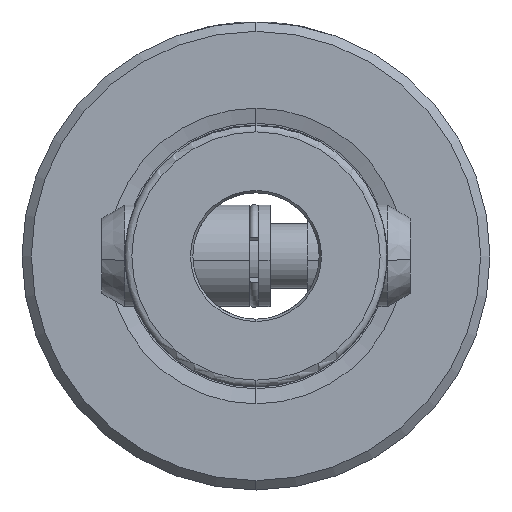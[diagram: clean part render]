
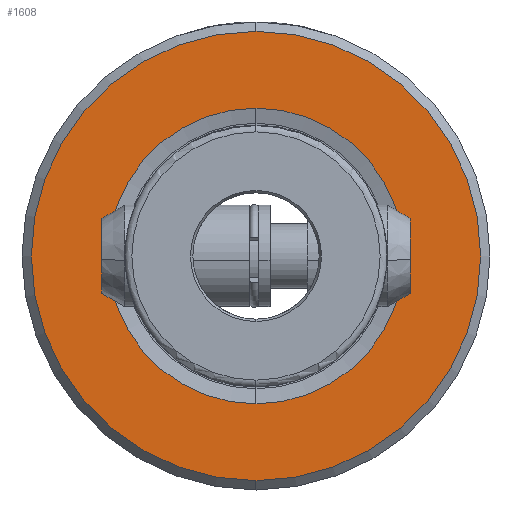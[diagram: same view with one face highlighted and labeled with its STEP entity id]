
A CAD part, left-side view. The second image highlights one B-rep face of the part: STEP entity #1608.
In plain terms, the highlighted face is planar.
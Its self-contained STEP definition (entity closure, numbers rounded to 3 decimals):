
#150 = CARTESIAN_POINT ( 'NONE',  ( 24., 0., 60. ) ) ;
#153 = CARTESIAN_POINT ( 'NONE',  ( 0., 0., 60. ) ) ;
#215 = CARTESIAN_POINT ( 'NONE',  ( 0., 0., 60. ) ) ;
#340 = DIRECTION ( 'NONE',  ( 0., 0., 1. ) ) ;
#493 = CARTESIAN_POINT ( 'NONE',  ( -24., 0., 60. ) ) ;
#524 = DIRECTION ( 'NONE',  ( 0., 0., 1. ) ) ;
#581 = VERTEX_POINT ( 'NONE', #493 ) ;
#733 = DIRECTION ( 'NONE',  ( 0., 0., 1. ) ) ;
#748 = DIRECTION ( 'NONE',  ( 1., 0., 0. ) ) ;
#995 = EDGE_CURVE ( 'NONE', #2476, #3902, #1045, .T. ) ;
#1019 = DIRECTION ( 'NONE',  ( 1., 0., 0. ) ) ;
#1045 = CIRCLE ( 'NONE', #3727, 15.795 ) ;
#1279 = EDGE_CURVE ( 'NONE', #581, #2534, #2913, .T. ) ;
#1427 = CARTESIAN_POINT ( 'NONE',  ( 0., 0., 60. ) ) ;
#1441 = EDGE_CURVE ( 'NONE', #2534, #581, #1743, .T. ) ;
#1608 = ADVANCED_FACE ( 'NONE', ( #3570, #4327 ), #3375, .T. ) ;
#1743 = CIRCLE ( 'NONE', #4302, 24. ) ;
#1811 = ORIENTED_EDGE ( 'NONE', *, *, #3907, .F. ) ;
#1937 = CARTESIAN_POINT ( 'NONE',  ( 15.795, 0., 60. ) ) ;
#2065 = DIRECTION ( 'NONE',  ( 0., 0., 1. ) ) ;
#2095 = AXIS2_PLACEMENT_3D ( 'NONE', #153, #524, #3061 ) ;
#2263 = AXIS2_PLACEMENT_3D ( 'NONE', #3328, #2279, #3040 ) ;
#2279 = DIRECTION ( 'NONE',  ( 0., 0., 1. ) ) ;
#2360 = EDGE_LOOP ( 'NONE', ( #1811, #4560 ) ) ;
#2415 = DIRECTION ( 'NONE',  ( 1., 0., 0. ) ) ;
#2458 = CARTESIAN_POINT ( 'NONE',  ( -15.795, 0., 60. ) ) ;
#2476 = VERTEX_POINT ( 'NONE', #2458 ) ;
#2534 = VERTEX_POINT ( 'NONE', #150 ) ;
#2913 = CIRCLE ( 'NONE', #3987, 24. ) ;
#2951 = CARTESIAN_POINT ( 'NONE',  ( 0., 0., 60. ) ) ;
#3040 = DIRECTION ( 'NONE',  ( 1., 0., 0. ) ) ;
#3061 = DIRECTION ( 'NONE',  ( 1., 0., 0. ) ) ;
#3328 = CARTESIAN_POINT ( 'NONE',  ( 0., 0., 60. ) ) ;
#3375 = PLANE ( 'NONE',  #2263 ) ;
#3490 = ORIENTED_EDGE ( 'NONE', *, *, #1279, .T. ) ;
#3570 = FACE_BOUND ( 'NONE', #2360, .T. ) ;
#3727 = AXIS2_PLACEMENT_3D ( 'NONE', #215, #2065, #2415 ) ;
#3858 = ORIENTED_EDGE ( 'NONE', *, *, #1441, .T. ) ;
#3902 = VERTEX_POINT ( 'NONE', #1937 ) ;
#3907 = EDGE_CURVE ( 'NONE', #3902, #2476, #4051, .T. ) ;
#3987 = AXIS2_PLACEMENT_3D ( 'NONE', #1427, #340, #1019 ) ;
#4051 = CIRCLE ( 'NONE', #2095, 15.795 ) ;
#4149 = EDGE_LOOP ( 'NONE', ( #3490, #3858 ) ) ;
#4302 = AXIS2_PLACEMENT_3D ( 'NONE', #2951, #733, #748 ) ;
#4327 = FACE_OUTER_BOUND ( 'NONE', #4149, .T. ) ;
#4560 = ORIENTED_EDGE ( 'NONE', *, *, #995, .F. ) ;
